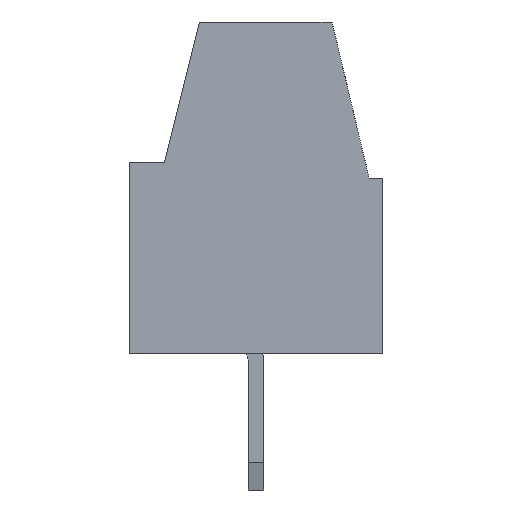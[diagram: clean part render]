
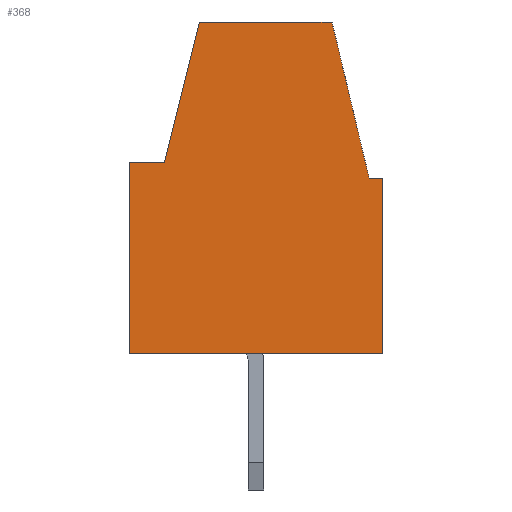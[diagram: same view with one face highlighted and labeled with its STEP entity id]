
A CAD part, left-side view. The second image highlights one B-rep face of the part: STEP entity #368.
In plain terms, the highlighted planar face has unit normal (-1, 0, 0).
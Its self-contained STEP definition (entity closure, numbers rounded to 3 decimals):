
#368=ADVANCED_FACE('',(#893),#894,.T.);
#893=FACE_OUTER_BOUND('',#1592,.T.);
#894=PLANE('',#1593);
#1592=EDGE_LOOP('',(#2631,#2632,#2633,#2634,#2635,#2636,#2637,#2638));
#1593=AXIS2_PLACEMENT_3D('',#2639,#2640,#2641);
#2631=ORIENTED_EDGE('',*,*,#4398,.T.);
#2632=ORIENTED_EDGE('',*,*,#4399,.T.);
#2633=ORIENTED_EDGE('',*,*,#4400,.T.);
#2634=ORIENTED_EDGE('',*,*,#4401,.T.);
#2635=ORIENTED_EDGE('',*,*,#4402,.T.);
#2636=ORIENTED_EDGE('',*,*,#4403,.T.);
#2637=ORIENTED_EDGE('',*,*,#4404,.T.);
#2638=ORIENTED_EDGE('',*,*,#4405,.T.);
#2639=CARTESIAN_POINT('',(-2.74,0.0,0.0));
#2640=DIRECTION('',(-1.0,0.0,0.0));
#2641=DIRECTION('',(0.0,0.0,1.0));
#4398=EDGE_CURVE('',#5366,#5367,#5368,.T.);
#4399=EDGE_CURVE('',#5367,#5369,#5370,.T.);
#4400=EDGE_CURVE('',#5369,#5371,#5372,.T.);
#4401=EDGE_CURVE('',#5371,#5373,#5374,.T.);
#4402=EDGE_CURVE('',#5373,#5375,#5376,.T.);
#4403=EDGE_CURVE('',#5375,#5377,#5378,.T.);
#4404=EDGE_CURVE('',#5377,#5379,#5380,.T.);
#4405=EDGE_CURVE('',#5379,#5366,#5381,.T.);
#5366=VERTEX_POINT('',#6751);
#5367=VERTEX_POINT('',#6752);
#5368=LINE('',#6753,#6754);
#5369=VERTEX_POINT('',#6755);
#5370=LINE('',#6756,#6757);
#5371=VERTEX_POINT('',#6758);
#5372=LINE('',#6759,#6760);
#5373=VERTEX_POINT('',#6761);
#5374=LINE('',#6762,#6763);
#5375=VERTEX_POINT('',#6764);
#5376=LINE('',#6765,#6766);
#5377=VERTEX_POINT('',#6767);
#5378=LINE('',#6768,#6769);
#5379=VERTEX_POINT('',#6770);
#5380=LINE('',#6771,#6772);
#5381=LINE('',#6773,#6774);
#6751=CARTESIAN_POINT('',(-2.74,-2.9,2.05));
#6752=CARTESIAN_POINT('',(-2.74,-1.95,6.05));
#6753=CARTESIAN_POINT('',(-2.74,-2.9,2.05));
#6754=VECTOR('',#8175,1000.0);
#6755=CARTESIAN_POINT('',(-2.74,1.45,6.05));
#6756=CARTESIAN_POINT('',(-2.74,-1.95,6.05));
#6757=VECTOR('',#8176,1000.0);
#6758=CARTESIAN_POINT('',(-2.74,2.35,2.45));
#6759=CARTESIAN_POINT('',(-2.74,1.45,6.05));
#6760=VECTOR('',#8177,1000.0);
#6761=CARTESIAN_POINT('',(-2.74,3.25,2.45));
#6762=CARTESIAN_POINT('',(-2.74,2.35,2.45));
#6763=VECTOR('',#8178,1000.0);
#6764=CARTESIAN_POINT('',(-2.74,3.25,-2.45));
#6765=CARTESIAN_POINT('',(-2.74,3.25,2.45));
#6766=VECTOR('',#8179,1000.0);
#6767=CARTESIAN_POINT('',(-2.74,-3.25,-2.45));
#6768=CARTESIAN_POINT('',(-2.74,3.25,-2.45));
#6769=VECTOR('',#8180,1000.0);
#6770=CARTESIAN_POINT('',(-2.74,-3.25,2.05));
#6771=CARTESIAN_POINT('',(-2.74,-3.25,-2.45));
#6772=VECTOR('',#8181,1000.0);
#6773=CARTESIAN_POINT('',(-2.74,-3.25,2.05));
#6774=VECTOR('',#8182,1000.0);
#8175=DIRECTION('',(0.0,0.231,0.973));
#8176=DIRECTION('',(0.0,1.0,0.));
#8177=DIRECTION('',(0.0,0.243,-0.97));
#8178=DIRECTION('',(0.0,1.0,0.));
#8179=DIRECTION('',(0.0,0.,-1.0));
#8180=DIRECTION('',(0.0,-1.0,0.0));
#8181=DIRECTION('',(0.0,0.0,1.0));
#8182=DIRECTION('',(0.0,1.0,0.0));
